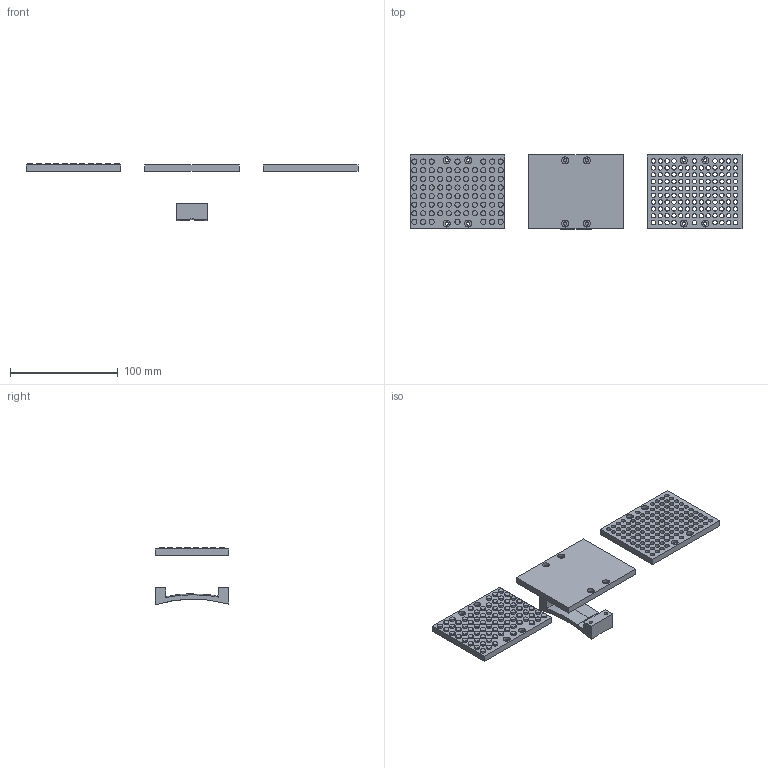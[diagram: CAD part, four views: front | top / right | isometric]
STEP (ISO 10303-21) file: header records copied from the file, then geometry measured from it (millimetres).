
FILE_DESCRIPTION(/* description */ (''),/* implementation_level */ '2;1');
FILE_NAME(/* name */ '8136a401-48ff-4d77-a71a-1f49b1afbe63.stp',/* time_stamp */ '2019-09-04T17:00:15-06:00',/* author */ ('sridharPR5JY'),/* organization */ (''),/* preprocessor_version */ 'ST-DEVELOPER v18',/* originating_system */ 'Autodesk Translation Framework v8.2.0.1029',/* authorisation */ '');
FILE_SCHEMA (('AUTOMOTIVE_DESIGN { 1 0 10303 214 3 1 1 }'));
Length unit declared in the file: millimetre
Products named in the file (1): HEAD_ATTACHMENTS
Bounding box: 308 x 68.6 x 53.43 mm (x, y, z)
Volume: 112723 mm3; surface area: 57311.5 mm2
Topology: 4 solids, 4 shells, 360 faces, 766 edges, 510 vertices
Faces by surface type: cylinder 230, plane 122, bspline 8
Full cylindrical faces by diameter (mm): 3.05 x16, 4.1 x122, 4.8 x80, 6.5 x12
Entity records: 12641 total; most frequent: CARTESIAN_POINT 3850, DIRECTION 1908, ORIENTED_EDGE 1532, AXIS2_PLACEMENT_3D 813, EDGE_CURVE 766, EDGE_LOOP 724, VERTEX_POINT 510, CIRCLE 460
